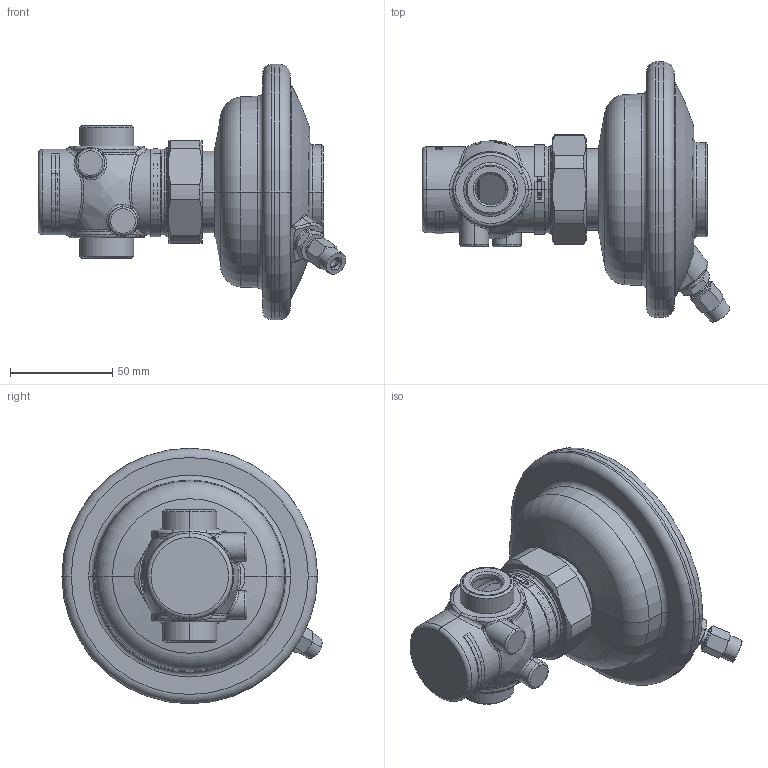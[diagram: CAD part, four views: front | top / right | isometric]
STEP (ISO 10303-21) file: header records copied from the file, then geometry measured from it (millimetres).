
FILE_DESCRIPTION((''),'2;1');
FILE_NAME('003H6301_ASM','2015-02-24T',('u317927'),('Danfoss'),'PRO/ENGINEER BY PARAMETRIC TECHNOLOGY CORPORATION, 2014000','PRO/ENGINEER BY PARAMETRIC TECHNOLOGY CORPORATION, 2014000','');
FILE_SCHEMA(('CONFIG_CONTROL_DESIGN'));
Length unit declared in the file: millimetre
Products named in the file (18): 8883809; 88810790_ZAVIHAN; 8883807_INST; TRATA-MUTTER; 8883883_ASM; 8883758_ASM; 8882920; DROG_KROZNIK_ASM; 88800095_ASM; RETURN-1_6_ASM; 88810710; SERTO2; SERTO3; SERTO-1_ASM; 8880016-ROUND; 8880026; 5454032; 003H6301_ASM
Assembly tree (17 placements, depth 4):
  003H6301_ASM
    8883758_ASM
      8883809
      88810790_ZAVIHAN
      8883807_INST
      TRATA-MUTTER
      8883883_ASM
    RETURN-1_6_ASM
      8882920
      88800095_ASM
        DROG_KROZNIK_ASM
    SERTO-1_ASM
      88810710
      SERTO2
      SERTO3
    8880016-ROUND
    8880026
    5454032
Bounding box: 150.54 x 127.3 x 125.09 mm (x, y, z)
Volume: 234944.9 mm3; surface area: 122935.9 mm2
Topology: 11 solids, 22 shells, 1303 faces, 3277 edges, 2051 vertices
Faces by surface type: plane 686, cylinder 207, cone 164, bspline 125, torus 110, sphere 11
Entity records: 45337 total; most frequent: CARTESIAN_POINT 15616, ORIENTED_EDGE 6486, DIRECTION 5644, EDGE_CURVE 3275, AXIS2_PLACEMENT_3D 2243, VERTEX_POINT 2051, EDGE_LOOP 1382, FACE_OUTER_BOUND 1303
